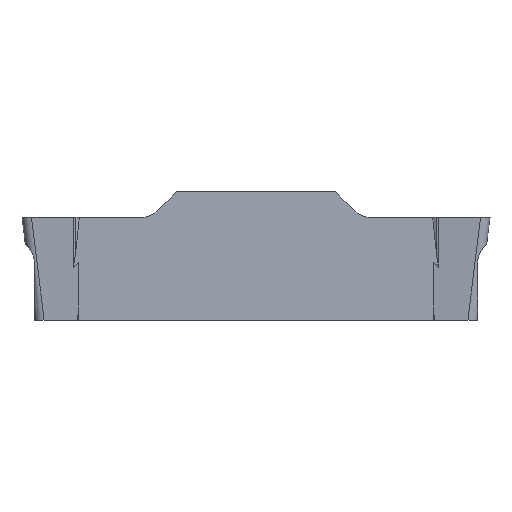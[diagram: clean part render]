
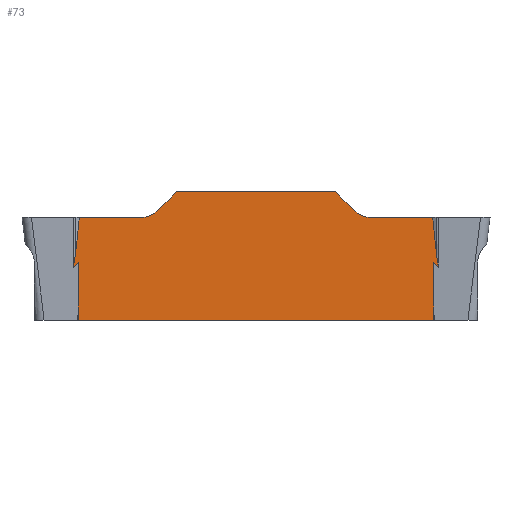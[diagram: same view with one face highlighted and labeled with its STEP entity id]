
A CAD part, left-side view. The second image highlights one B-rep face of the part: STEP entity #73.
In plain terms, the highlighted planar face has unit normal (-1, 0, 0).
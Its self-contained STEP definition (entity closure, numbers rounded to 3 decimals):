
#43=CIRCLE('',#816,1.);
#44=CIRCLE('',#817,1.);
#73=ADVANCED_FACE('',(#137),#107,.T.);
#107=PLANE('',#818);
#137=FACE_OUTER_BOUND('',#175,.T.);
#175=EDGE_LOOP('',(#243,#244,#245,#246,#247,#248,#249,#250,#251,#252,#253,
#254,#255,#256,#257,#258));
#243=ORIENTED_EDGE('',*,*,#527,.F.);
#244=ORIENTED_EDGE('',*,*,#528,.T.);
#245=ORIENTED_EDGE('',*,*,#529,.T.);
#246=ORIENTED_EDGE('',*,*,#530,.T.);
#247=ORIENTED_EDGE('',*,*,#531,.T.);
#248=ORIENTED_EDGE('',*,*,#532,.T.);
#249=ORIENTED_EDGE('',*,*,#533,.T.);
#250=ORIENTED_EDGE('',*,*,#534,.T.);
#251=ORIENTED_EDGE('',*,*,#535,.T.);
#252=ORIENTED_EDGE('',*,*,#536,.T.);
#253=ORIENTED_EDGE('',*,*,#537,.F.);
#254=ORIENTED_EDGE('',*,*,#538,.F.);
#255=ORIENTED_EDGE('',*,*,#539,.F.);
#256=ORIENTED_EDGE('',*,*,#540,.F.);
#257=ORIENTED_EDGE('',*,*,#541,.F.);
#258=ORIENTED_EDGE('',*,*,#542,.F.);
#451=VERTEX_POINT('',#1205);
#452=VERTEX_POINT('',#1206);
#453=VERTEX_POINT('',#1208);
#454=VERTEX_POINT('',#1228);
#455=VERTEX_POINT('',#1230);
#456=VERTEX_POINT('',#1232);
#457=VERTEX_POINT('',#1234);
#458=VERTEX_POINT('',#1236);
#459=VERTEX_POINT('',#1238);
#460=VERTEX_POINT('',#1252);
#461=VERTEX_POINT('',#1254);
#462=VERTEX_POINT('',#1256);
#463=VERTEX_POINT('',#1258);
#464=VERTEX_POINT('',#1260);
#465=VERTEX_POINT('',#1262);
#466=VERTEX_POINT('',#1264);
#527=EDGE_CURVE('',#451,#452,#619,.T.);
#528=EDGE_CURVE('',#451,#453,#620,.T.);
#529=EDGE_CURVE('',#453,#454,#767,.T.);
#530=EDGE_CURVE('',#454,#455,#621,.T.);
#531=EDGE_CURVE('',#455,#456,#622,.T.);
#532=EDGE_CURVE('',#456,#457,#623,.T.);
#533=EDGE_CURVE('',#457,#458,#624,.T.);
#534=EDGE_CURVE('',#458,#459,#625,.T.);
#535=EDGE_CURVE('',#459,#460,#768,.T.);
#536=EDGE_CURVE('',#460,#461,#626,.T.);
#537=EDGE_CURVE('',#462,#461,#627,.T.);
#538=EDGE_CURVE('',#463,#462,#43,.T.);
#539=EDGE_CURVE('',#464,#463,#628,.T.);
#540=EDGE_CURVE('',#465,#464,#629,.T.);
#541=EDGE_CURVE('',#466,#465,#630,.T.);
#542=EDGE_CURVE('',#452,#466,#44,.T.);
#619=LINE('',#1204,#695);
#620=LINE('',#1207,#696);
#621=LINE('',#1229,#697);
#622=LINE('',#1231,#698);
#623=LINE('',#1233,#699);
#624=LINE('',#1235,#700);
#625=LINE('',#1237,#701);
#626=LINE('',#1253,#702);
#627=LINE('',#1255,#703);
#628=LINE('',#1259,#704);
#629=LINE('',#1261,#705);
#630=LINE('',#1263,#706);
#695=VECTOR('',#906,1.);
#696=VECTOR('',#907,1.);
#697=VECTOR('',#908,1.);
#698=VECTOR('',#909,1.);
#699=VECTOR('',#910,1.);
#700=VECTOR('',#911,1.);
#701=VECTOR('',#912,1.);
#702=VECTOR('',#913,1.);
#703=VECTOR('',#914,1.);
#704=VECTOR('',#917,1.);
#705=VECTOR('',#918,1.);
#706=VECTOR('',#919,1.);
#767=B_SPLINE_CURVE_WITH_KNOTS('',3,(#1209,#1210,#1211,#1212,#1213,#1214,
#1215,#1216,#1217,#1218,#1219,#1220,#1221,#1222,#1223,#1224,#1225,#1226,
#1227),.UNSPECIFIED.,.F.,.F.,(4,3,3,3,3,3,4),(0.,0.372,0.682,
0.838,0.929,0.977,1.),.UNSPECIFIED.);
#768=B_SPLINE_CURVE_WITH_KNOTS('',3,(#1239,#1240,#1241,#1242,#1243,#1244,
#1245,#1246,#1247,#1248,#1249,#1250,#1251),.UNSPECIFIED.,.F.,.F.,(4,3,3,
3,4),(0.,0.035,0.163,0.668,1.),
 .UNSPECIFIED.);
#816=AXIS2_PLACEMENT_3D('',#1257,#915,#916);
#817=AXIS2_PLACEMENT_3D('',#1265,#920,#921);
#818=AXIS2_PLACEMENT_3D('',#1266,#922,#923);
#906=DIRECTION('',(0.,-1.,0.));
#907=DIRECTION('',(0.,0.104,-0.995));
#908=DIRECTION('',(0.,-0.769,0.64));
#909=DIRECTION('',(0.,0.013,-1.));
#910=DIRECTION('',(0.,-1.,0.));
#911=DIRECTION('',(0.,0.013,1.));
#912=DIRECTION('',(0.,-0.769,-0.64));
#913=DIRECTION('',(0.,0.104,0.995));
#914=DIRECTION('',(0.,-1.,0.));
#915=DIRECTION('',(-1.,0.,0.));
#916=DIRECTION('',(0.,0.,1.));
#917=DIRECTION('',(0.,-0.707,-0.707));
#918=DIRECTION('',(0.,-1.,0.));
#919=DIRECTION('',(0.,-0.707,0.707));
#920=DIRECTION('',(-1.,0.,0.));
#921=DIRECTION('',(0.,0.,1.));
#922=DIRECTION('',(-1.,0.,0.));
#923=DIRECTION('',(0.,0.,1.));
#1204=CARTESIAN_POINT('',(-1.,19.75,0.));
#1205=CARTESIAN_POINT('',(-1.,17.778,0.));
#1206=CARTESIAN_POINT('',(-1.,15.041,0.));
#1207=CARTESIAN_POINT('',(-1.,17.682,0.91));
#1208=CARTESIAN_POINT('',(-1.,17.953,-1.673));
#1209=CARTESIAN_POINT('',(-1.,17.953,-1.673));
#1210=CARTESIAN_POINT('',(-1.,17.96,-1.738));
#1211=CARTESIAN_POINT('',(-1.,17.967,-1.802));
#1212=CARTESIAN_POINT('',(-1.,17.976,-1.867));
#1213=CARTESIAN_POINT('',(-1.,17.983,-1.921));
#1214=CARTESIAN_POINT('',(-1.,17.991,-1.975));
#1215=CARTESIAN_POINT('',(-1.,18.001,-2.028));
#1216=CARTESIAN_POINT('',(-1.,18.006,-2.055));
#1217=CARTESIAN_POINT('',(-1.,18.012,-2.082));
#1218=CARTESIAN_POINT('',(-1.,18.019,-2.109));
#1219=CARTESIAN_POINT('',(-1.,18.023,-2.124));
#1220=CARTESIAN_POINT('',(-1.,18.027,-2.14));
#1221=CARTESIAN_POINT('',(-1.,18.033,-2.154));
#1222=CARTESIAN_POINT('',(-1.,18.036,-2.162));
#1223=CARTESIAN_POINT('',(-1.,18.04,-2.17));
#1224=CARTESIAN_POINT('',(-1.,18.044,-2.177));
#1225=CARTESIAN_POINT('',(-1.,18.046,-2.18));
#1226=CARTESIAN_POINT('',(-1.,18.049,-2.184));
#1227=CARTESIAN_POINT('',(-1.,18.052,-2.186));
#1228=CARTESIAN_POINT('',(-1.,18.052,-2.186));
#1229=CARTESIAN_POINT('',(-1.,17.426,-1.665));
#1230=CARTESIAN_POINT('',(-1.,17.8,-1.977));
#1231=CARTESIAN_POINT('',(-1.,17.761,1.101));
#1232=CARTESIAN_POINT('',(-1.,17.833,-4.527));
#1233=CARTESIAN_POINT('',(-1.,19.75,-4.527));
#1234=CARTESIAN_POINT('',(-1.,2.167,-4.527));
#1235=CARTESIAN_POINT('',(-1.,2.243,1.352));
#1236=CARTESIAN_POINT('',(-1.,2.2,-1.977));
#1237=CARTESIAN_POINT('',(-1.,14.094,7.923));
#1238=CARTESIAN_POINT('',(-1.,1.948,-2.186));
#1239=CARTESIAN_POINT('',(-1.,1.948,-2.186));
#1240=CARTESIAN_POINT('',(-1.,1.953,-2.182));
#1241=CARTESIAN_POINT('',(-1.,1.956,-2.177));
#1242=CARTESIAN_POINT('',(-1.,1.959,-2.172));
#1243=CARTESIAN_POINT('',(-1.,1.97,-2.152));
#1244=CARTESIAN_POINT('',(-1.,1.976,-2.13));
#1245=CARTESIAN_POINT('',(-1.,1.981,-2.108));
#1246=CARTESIAN_POINT('',(-1.,2.004,-2.023));
#1247=CARTESIAN_POINT('',(-1.,2.016,-1.934));
#1248=CARTESIAN_POINT('',(-1.,2.027,-1.846));
#1249=CARTESIAN_POINT('',(-1.,2.034,-1.789));
#1250=CARTESIAN_POINT('',(-1.,2.041,-1.731));
#1251=CARTESIAN_POINT('',(-1.,2.047,-1.673));
#1252=CARTESIAN_POINT('',(-1.,2.047,-1.673));
#1253=CARTESIAN_POINT('',(-1.,2.53,2.932));
#1254=CARTESIAN_POINT('',(-1.,2.222,0.));
#1255=CARTESIAN_POINT('',(-1.,19.75,0.));
#1256=CARTESIAN_POINT('',(-1.,4.959,0.));
#1257=CARTESIAN_POINT('',(-1.,4.959,1.));
#1258=CARTESIAN_POINT('',(-1.,5.666,0.293));
#1259=CARTESIAN_POINT('',(-1.,13.125,7.752));
#1260=CARTESIAN_POINT('',(-1.,6.5,1.127));
#1261=CARTESIAN_POINT('',(-1.,19.75,1.127));
#1262=CARTESIAN_POINT('',(-1.,13.5,1.127));
#1263=CARTESIAN_POINT('',(-1.,16.625,-1.998));
#1264=CARTESIAN_POINT('',(-1.,14.334,0.293));
#1265=CARTESIAN_POINT('',(-1.,15.041,1.));
#1266=CARTESIAN_POINT('',(-1.,19.75,1.127));
